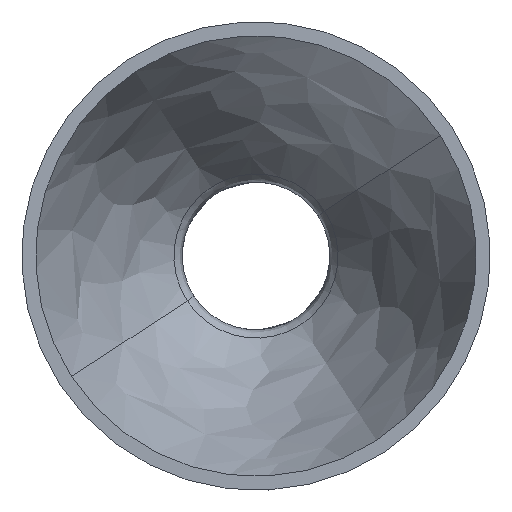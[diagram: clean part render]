
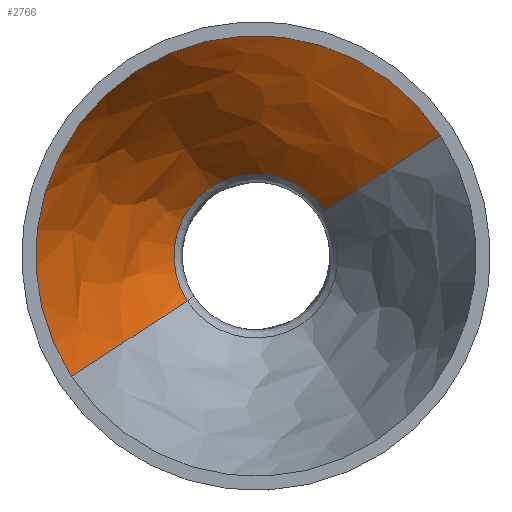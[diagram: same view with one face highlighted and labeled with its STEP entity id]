
A CAD part, front view. The second image highlights one B-rep face of the part: STEP entity #2766.
In plain terms, the highlighted free-form (B-spline) face has degree [2, 3] with [3, 4] control points.
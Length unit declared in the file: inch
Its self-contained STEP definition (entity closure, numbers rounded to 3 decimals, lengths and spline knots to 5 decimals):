
#241 = EDGE_CURVE ( 'NONE', #4890, #1660, #3767, .T. ) ;
#316 = CARTESIAN_POINT ( 'NONE',  ( 2.36116, -7., 1.54261 ) ) ;
#327 = CARTESIAN_POINT ( 'NONE',  ( -0.88022, -2.92842, -0.57507 ) ) ;
#497 = EDGE_CURVE ( 'NONE', #3543, #4890, #1792, .T. ) ;
#690 = ORIENTED_EDGE ( 'NONE', *, *, #3632, .F. ) ;
#723 = B_SPLINE_CURVE_WITH_KNOTS ( 'NONE', 2,
 ( #316, #765, #3145 ),
 .UNSPECIFIED., .F., .F.,
 ( 3, 3 ),
 ( 0., 1. ),
 .UNSPECIFIED. ) ;
#752 = CARTESIAN_POINT ( 'NONE',  ( 2.36116, -7., 1.54261 ) ) ;
#765 = CARTESIAN_POINT ( 'NONE',  ( 1.62069, -4.03577, 1.05884 ) ) ;
#861 = CARTESIAN_POINT ( 'NONE',  ( -2.03036, -2.92842, 1.18537 ) ) ;
#887 = CARTESIAN_POINT ( 'NONE',  ( -2.36116, -7., -1.54261 ) ) ;
#960 = ORIENTED_EDGE ( 'NONE', *, *, #497, .T. ) ;
#982 = CARTESIAN_POINT ( 'NONE',  ( -0.26992, -2.92842, 2.33551 ) ) ;
#1308 = ORIENTED_EDGE ( 'NONE', *, *, #241, .T. ) ;
#1500 = DIRECTION ( 'NONE',  ( 0., -1., 0. ) ) ;
#1554 = CARTESIAN_POINT ( 'NONE',  ( -0.88022, -2.92842, -0.57507 ) ) ;
#1555 = CARTESIAN_POINT ( 'NONE',  ( -2.36116, -7., -1.54261 ) ) ;
#1585 = CARTESIAN_POINT ( 'NONE',  ( 2.36116, -7., 1.54261 ) ) ;
#1660 = VERTEX_POINT ( 'NONE', #2068 ) ;
#1691 = CARTESIAN_POINT ( 'NONE',  ( 0.88022, -2.92842, 0.57507 ) ) ;
#1783 = DIRECTION ( 'NONE',  ( 0., -1., 0. ) ) ;
#1792 = CIRCLE ( 'NONE', #4787, 2.82041 ) ;
#1874 = EDGE_CURVE ( 'NONE', #3543, #2090, #723, .T. ) ;
#1891 = CARTESIAN_POINT ( 'NONE',  ( 0., -7., 0. ) ) ;
#1957 = CARTESIAN_POINT ( 'NONE',  ( -1.62069, -4.03577, -1.05884 ) ) ;
#2021 = CIRCLE ( 'NONE', #5002, 1.05143 ) ;
#2043 = CARTESIAN_POINT ( 'NONE',  ( 1.62069, -4.03577, 1.05884 ) ) ;
#2057 = EDGE_LOOP ( 'NONE', ( #960, #1308, #690, #4831 ) ) ;
#2068 = CARTESIAN_POINT ( 'NONE',  ( -0.88022, -2.92842, -0.57507 ) ) ;
#2090 = VERTEX_POINT ( 'NONE', #2925 ) ;
#2122 = CARTESIAN_POINT ( 'NONE',  ( -3.73837, -4.03577, 2.18254 ) ) ;
#2159 = DIRECTION ( 'NONE',  ( 0.547, 0., -0.837 ) ) ;
#2289 = DIRECTION ( 'NONE',  ( 0.547, 0., -0.837 ) ) ;
#2597 =( BOUNDED_SURFACE ( )  B_SPLINE_SURFACE ( 2, 3, ( 
 ( #1585, #3212, #4848, #887 ),
 ( #2043, #2841, #2122, #4521 ),
 ( #1691, #982, #861, #1554 ) ),
 .UNSPECIFIED., .F., .F., .F. ) 
 B_SPLINE_SURFACE_WITH_KNOTS ( ( 3, 3 ),
 ( 4, 4 ),
 ( 0., 1. ),
 ( 0., 1. ),
 .UNSPECIFIED. ) 
 GEOMETRIC_REPRESENTATION_ITEM ( )  RATIONAL_B_SPLINE_SURFACE ( (
 ( 1., 0.333, 0.333, 1.),
 ( 1., 0.333, 0.333, 1.),
 ( 1., 0.333, 0.333, 1.) ) ) 
 REPRESENTATION_ITEM ( '' )  SURFACE ( )  );
#2766 = ADVANCED_FACE ( 'NONE', ( #5187 ), #2597, .F. ) ;
#2841 = CARTESIAN_POINT ( 'NONE',  ( -0.49699, -4.03577, 4.30022 ) ) ;
#2925 = CARTESIAN_POINT ( 'NONE',  ( 0.88022, -2.92842, 0.57507 ) ) ;
#3102 = CARTESIAN_POINT ( 'NONE',  ( 0., -2.92842, 0. ) ) ;
#3145 = CARTESIAN_POINT ( 'NONE',  ( 0.88022, -2.92842, 0.57507 ) ) ;
#3212 = CARTESIAN_POINT ( 'NONE',  ( -0.72405, -7., 6.26493 ) ) ;
#3543 = VERTEX_POINT ( 'NONE', #752 ) ;
#3632 = EDGE_CURVE ( 'NONE', #2090, #1660, #2021, .T. ) ;
#3767 = B_SPLINE_CURVE_WITH_KNOTS ( 'NONE', 2,
 ( #4411, #1957, #327 ),
 .UNSPECIFIED., .F., .F.,
 ( 3, 3 ),
 ( 0., 1. ),
 .UNSPECIFIED. ) ;
#4411 = CARTESIAN_POINT ( 'NONE',  ( -2.36116, -7., -1.54261 ) ) ;
#4521 = CARTESIAN_POINT ( 'NONE',  ( -1.62069, -4.03577, -1.05884 ) ) ;
#4787 = AXIS2_PLACEMENT_3D ( 'NONE', #1891, #1783, #2159 ) ;
#4831 = ORIENTED_EDGE ( 'NONE', *, *, #1874, .F. ) ;
#4848 = CARTESIAN_POINT ( 'NONE',  ( -5.44638, -7., 3.17972 ) ) ;
#4890 = VERTEX_POINT ( 'NONE', #1555 ) ;
#5002 = AXIS2_PLACEMENT_3D ( 'NONE', #3102, #1500, #2289 ) ;
#5187 = FACE_OUTER_BOUND ( 'NONE', #2057, .T. ) ;
